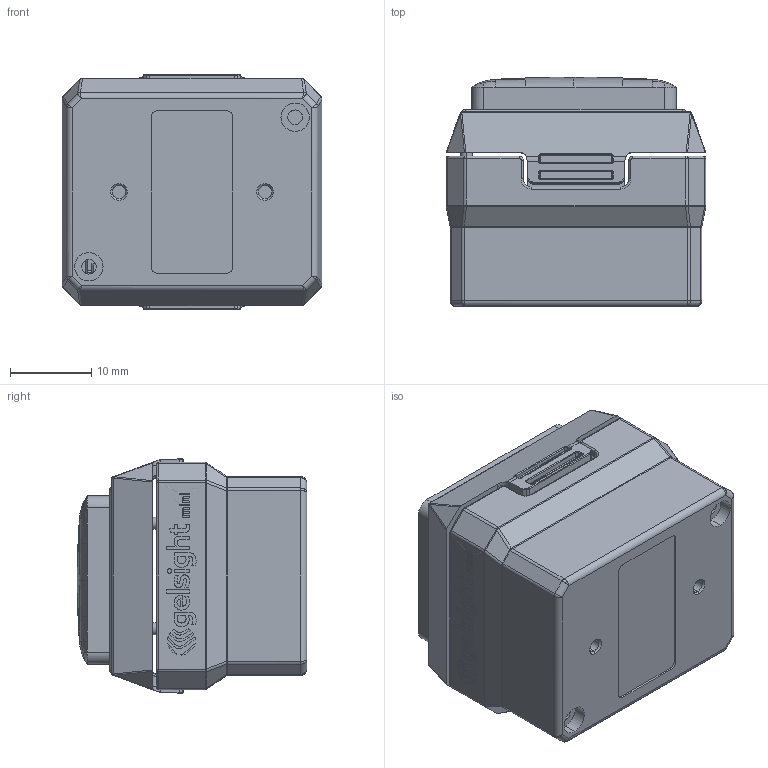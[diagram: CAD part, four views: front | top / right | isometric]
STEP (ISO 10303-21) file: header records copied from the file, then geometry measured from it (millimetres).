
FILE_DESCRIPTION((''),'2;1');
FILE_NAME('MINI_SHELL','2022-10-24T16:12:20',('gelsight'),('Gelsight'),'CREO PARAMETRIC BY PTC INC, 2022073','CREO PARAMETRIC BY PTC INC, 2022073','');
FILE_SCHEMA(('CONFIG_CONTROL_DESIGN'));
Length unit declared in the file: millimetre
Products named in the file (1): MINI_SHELL
Bounding box: 32 x 28.25 x 28.89 mm (x, y, z)
Volume: 5218.2 mm3; surface area: 9120.6 mm2
Topology: 2 solids, 3 shells, 984 faces, 2548 edges, 1559 vertices
Faces by surface type: cylinder 370, plane 257, bspline 210, extrusion 91, sphere 34, torus 12, cone 10
Entity records: 38390 total; most frequent: CARTESIAN_POINT 16855, ORIENTED_EDGE 5012, DIRECTION 3545, EDGE_CURVE 2508, VERTEX_POINT 1559, AXIS2_PLACEMENT_3D 1203, VECTOR 1139, LINE 1048
